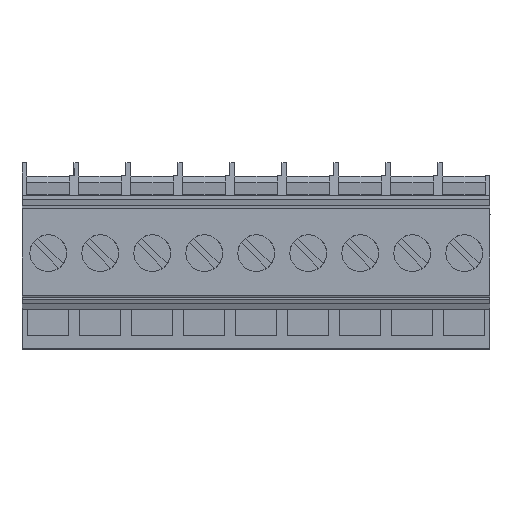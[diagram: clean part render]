
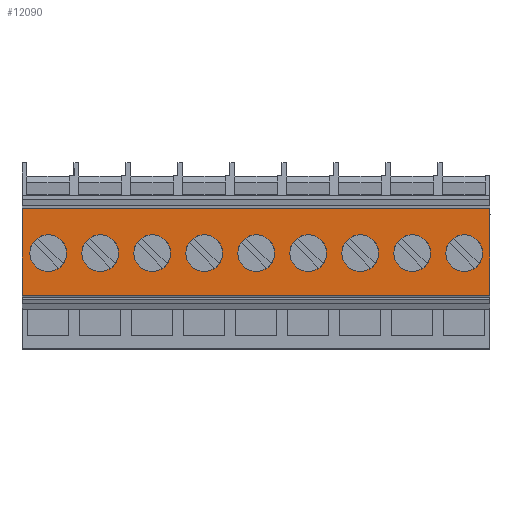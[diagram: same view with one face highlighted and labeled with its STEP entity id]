
A CAD part, top view. The second image highlights one B-rep face of the part: STEP entity #12090.
In plain terms, the highlighted face is planar.
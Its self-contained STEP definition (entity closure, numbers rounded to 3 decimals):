
#1090=CARTESIAN_POINT('',(-8.33,-27.351,
-4.6));
#1100=VERTEX_POINT('',#1090);
#1130=CARTESIAN_POINT('',(0.,-27.351,
-4.6));
#1140=DIRECTION('',(-1.,0.,0.));
#1150=VECTOR('',#1140,1.);
#1160=LINE('',#1130,#1150);
#1170=CARTESIAN_POINT('',(1.952,-27.351,
-4.6));
#1180=VERTEX_POINT('',#1170);
#1190=EDGE_CURVE('',#1180,#1100,#1160,.T.);
#3900=CARTESIAN_POINT('',(1.952,-27.351,
50.75));
#3910=VERTEX_POINT('',#3900);
#3940=CARTESIAN_POINT('',(0.,-27.351,
50.75));
#3950=DIRECTION('',(-1.,0.,0.));
#3960=VECTOR('',#3950,1.);
#3970=LINE('',#3940,#3960);
#3980=CARTESIAN_POINT('',(-8.33,-27.351,
50.75));
#3990=VERTEX_POINT('',#3980);
#4000=EDGE_CURVE('',#3910,#3990,#3970,.T.);
#10530=CARTESIAN_POINT('',(1.686,-27.351,
50.75));
#10540=DIRECTION('',(0.,1.,0.));
#10550=DIRECTION('',(1.,0.,0.));
#10560=AXIS2_PLACEMENT_3D('',#10530,#10540,#10550);
#10570=PLANE('',#10560);
#10580=CARTESIAN_POINT('',(-3.05,-27.351,
47.7));
#10590=DIRECTION('',(0.,-1.,0.));
#10600=DIRECTION('',(-1.,0.,0.));
#10610=AXIS2_PLACEMENT_3D('',#10580,#10590,#10600);
#10620=CIRCLE('',#10610,2.175);
#10630=CARTESIAN_POINT('',(-0.875,-27.351,
47.7));
#10640=VERTEX_POINT('',#10630);
#10650=CARTESIAN_POINT('',(-5.225,-27.351,
47.7));
#10660=VERTEX_POINT('',#10650);
#10670=EDGE_CURVE('',#10640,#10660,#10620,.T.);
#10680=ORIENTED_EDGE('',*,*,#10670,.F.);
#10690=EDGE_CURVE('',#10660,#10640,#10620,.T.);
#10700=ORIENTED_EDGE('',*,*,#10690,.F.);
#10710=EDGE_LOOP('',(#10700,#10680));
#10720=FACE_BOUND('',#10710,.T.);
#10730=ORIENTED_EDGE('',*,*,#4000,.T.);
#10740=CARTESIAN_POINT('',(1.952,-27.351,
49.2));
#10750=DIRECTION('',(0.,0.,1.));
#10760=VECTOR('',#10750,1.);
#10770=LINE('',#10740,#10760);
#10780=EDGE_CURVE('',#1180,#3910,#10770,.T.);
#10790=ORIENTED_EDGE('',*,*,#10780,.T.);
#10800=ORIENTED_EDGE('',*,*,#1190,.F.);
#10810=CARTESIAN_POINT('',(-8.33,-27.351,
49.2));
#10820=DIRECTION('',(0.,0.,1.));
#10830=VECTOR('',#10820,1.);
#10840=LINE('',#10810,#10830);
#10850=EDGE_CURVE('',#1100,#3990,#10840,.T.);
#10860=ORIENTED_EDGE('',*,*,#10850,.F.);
#10870=EDGE_LOOP('',(#10860,#10800,#10790,#10730));
#10880=FACE_OUTER_BOUND('',#10870,.T.);
#10890=CARTESIAN_POINT('',(-3.05,-27.351,
41.55));
#10900=DIRECTION('',(0.,-1.,0.));
#10910=DIRECTION('',(-1.,0.,0.));
#10920=AXIS2_PLACEMENT_3D('',#10890,#10900,#10910);
#10930=CIRCLE('',#10920,2.175);
#10940=CARTESIAN_POINT('',(-0.875,-27.351,41.55));
#10950=VERTEX_POINT('',#10940);
#10960=CARTESIAN_POINT('',(-5.225,-27.351,
41.55));
#10970=VERTEX_POINT('',#10960);
#10980=EDGE_CURVE('',#10950,#10970,#10930,.T.);
#10990=ORIENTED_EDGE('',*,*,#10980,.F.);
#11000=EDGE_CURVE('',#10970,#10950,#10930,.T.);
#11010=ORIENTED_EDGE('',*,*,#11000,.F.);
#11020=EDGE_LOOP('',(#11010,#10990));
#11030=FACE_BOUND('',#11020,.T.);
#11040=CARTESIAN_POINT('',(-3.05,-27.351,
35.4));
#11050=DIRECTION('',(0.,-1.,0.));
#11060=DIRECTION('',(-1.,0.,0.));
#11070=AXIS2_PLACEMENT_3D('',#11040,#11050,#11060);
#11080=CIRCLE('',#11070,2.175);
#11090=CARTESIAN_POINT('',(-0.875,-27.351,
35.4));
#11100=VERTEX_POINT('',#11090);
#11110=CARTESIAN_POINT('',(-5.225,-27.351,
35.4));
#11120=VERTEX_POINT('',#11110);
#11130=EDGE_CURVE('',#11100,#11120,#11080,.T.);
#11140=ORIENTED_EDGE('',*,*,#11130,.F.);
#11150=EDGE_CURVE('',#11120,#11100,#11080,.T.);
#11160=ORIENTED_EDGE('',*,*,#11150,.F.);
#11170=EDGE_LOOP('',(#11160,#11140));
#11180=FACE_BOUND('',#11170,.T.);
#11190=CARTESIAN_POINT('',(-3.05,-27.351,
29.25));
#11200=DIRECTION('',(0.,-1.,0.));
#11210=DIRECTION('',(-1.,0.,0.));
#11220=AXIS2_PLACEMENT_3D('',#11190,#11200,#11210);
#11230=CIRCLE('',#11220,2.175);
#11240=CARTESIAN_POINT('',(-0.875,-27.351,
29.25));
#11250=VERTEX_POINT('',#11240);
#11260=CARTESIAN_POINT('',(-5.225,-27.351,
29.25));
#11270=VERTEX_POINT('',#11260);
#11280=EDGE_CURVE('',#11250,#11270,#11230,.T.);
#11290=ORIENTED_EDGE('',*,*,#11280,.F.);
#11300=EDGE_CURVE('',#11270,#11250,#11230,.T.);
#11310=ORIENTED_EDGE('',*,*,#11300,.F.);
#11320=EDGE_LOOP('',(#11310,#11290));
#11330=FACE_BOUND('',#11320,.T.);
#11340=CARTESIAN_POINT('',(-3.05,-27.351,
23.1));
#11350=DIRECTION('',(0.,-1.,0.));
#11360=DIRECTION('',(-1.,0.,0.));
#11370=AXIS2_PLACEMENT_3D('',#11340,#11350,#11360);
#11380=CIRCLE('',#11370,2.175);
#11390=CARTESIAN_POINT('',(-0.875,-27.351,
23.1));
#11400=VERTEX_POINT('',#11390);
#11410=CARTESIAN_POINT('',(-5.225,-27.351,
23.1));
#11420=VERTEX_POINT('',#11410);
#11430=EDGE_CURVE('',#11400,#11420,#11380,.T.);
#11440=ORIENTED_EDGE('',*,*,#11430,.F.);
#11450=EDGE_CURVE('',#11420,#11400,#11380,.T.);
#11460=ORIENTED_EDGE('',*,*,#11450,.F.);
#11470=EDGE_LOOP('',(#11460,#11440));
#11480=FACE_BOUND('',#11470,.T.);
#11490=CARTESIAN_POINT('',(-3.05,-27.351,
16.95));
#11500=DIRECTION('',(0.,-1.,0.));
#11510=DIRECTION('',(-1.,0.,0.));
#11520=AXIS2_PLACEMENT_3D('',#11490,#11500,#11510);
#11530=CIRCLE('',#11520,2.175);
#11540=CARTESIAN_POINT('',(-0.875,-27.351,
16.95));
#11550=VERTEX_POINT('',#11540);
#11560=CARTESIAN_POINT('',(-5.225,-27.351,
16.95));
#11570=VERTEX_POINT('',#11560);
#11580=EDGE_CURVE('',#11550,#11570,#11530,.T.);
#11590=ORIENTED_EDGE('',*,*,#11580,.F.);
#11600=EDGE_CURVE('',#11570,#11550,#11530,.T.);
#11610=ORIENTED_EDGE('',*,*,#11600,.F.);
#11620=EDGE_LOOP('',(#11610,#11590));
#11630=FACE_BOUND('',#11620,.T.);
#11640=CARTESIAN_POINT('',(-3.05,-27.351,
10.8));
#11650=DIRECTION('',(0.,-1.,0.));
#11660=DIRECTION('',(-1.,0.,0.));
#11670=AXIS2_PLACEMENT_3D('',#11640,#11650,#11660);
#11680=CIRCLE('',#11670,2.175);
#11690=CARTESIAN_POINT('',(-0.875,-27.351,
10.8));
#11700=VERTEX_POINT('',#11690);
#11710=CARTESIAN_POINT('',(-5.225,-27.351,
10.8));
#11720=VERTEX_POINT('',#11710);
#11730=EDGE_CURVE('',#11700,#11720,#11680,.T.);
#11740=ORIENTED_EDGE('',*,*,#11730,.F.);
#11750=EDGE_CURVE('',#11720,#11700,#11680,.T.);
#11760=ORIENTED_EDGE('',*,*,#11750,.F.);
#11770=EDGE_LOOP('',(#11760,#11740));
#11780=FACE_BOUND('',#11770,.T.);
#11790=CARTESIAN_POINT('',(-3.05,-27.351,
-1.5));
#11800=DIRECTION('',(0.,-1.,0.));
#11810=DIRECTION('',(-1.,0.,0.));
#11820=AXIS2_PLACEMENT_3D('',#11790,#11800,#11810);
#11830=CIRCLE('',#11820,2.175);
#11840=CARTESIAN_POINT('',(-0.875,-27.351,
-1.5));
#11850=VERTEX_POINT('',#11840);
#11860=CARTESIAN_POINT('',(-5.225,-27.351,
-1.5));
#11870=VERTEX_POINT('',#11860);
#11880=EDGE_CURVE('',#11850,#11870,#11830,.T.);
#11890=ORIENTED_EDGE('',*,*,#11880,.F.);
#11900=EDGE_CURVE('',#11870,#11850,#11830,.T.);
#11910=ORIENTED_EDGE('',*,*,#11900,.F.);
#11920=EDGE_LOOP('',(#11910,#11890));
#11930=FACE_BOUND('',#11920,.T.);
#11940=CARTESIAN_POINT('',(-3.05,-27.351,
4.65));
#11950=DIRECTION('',(0.,-1.,0.));
#11960=DIRECTION('',(-1.,0.,0.));
#11970=AXIS2_PLACEMENT_3D('',#11940,#11950,#11960);
#11980=CIRCLE('',#11970,2.175);
#11990=CARTESIAN_POINT('',(-0.875,-27.351,
4.65));
#12000=VERTEX_POINT('',#11990);
#12010=CARTESIAN_POINT('',(-5.225,-27.351,
4.65));
#12020=VERTEX_POINT('',#12010);
#12030=EDGE_CURVE('',#12000,#12020,#11980,.T.);
#12040=ORIENTED_EDGE('',*,*,#12030,.F.);
#12050=EDGE_CURVE('',#12020,#12000,#11980,.T.);
#12060=ORIENTED_EDGE('',*,*,#12050,.F.);
#12070=EDGE_LOOP('',(#12060,#12040));
#12080=FACE_BOUND('',#12070,.T.);
#12090=ADVANCED_FACE('',(#10720,#10880,#11030,#11180,#11330,#11480,
#11630,#11780,#11930,#12080),#10570,.F.);
